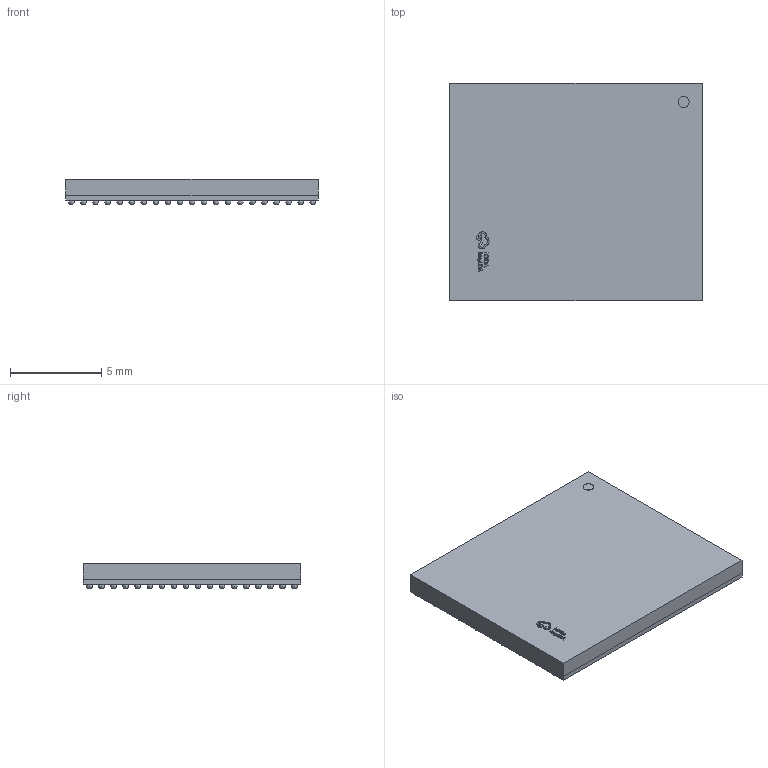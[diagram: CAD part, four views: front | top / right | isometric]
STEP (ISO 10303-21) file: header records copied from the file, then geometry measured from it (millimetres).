
FILE_DESCRIPTION(/* description */ ('','CAx-IF Rec.Pracs.---Representation and Presentation of Product Manufacturing Information (PMI)---4.0---2014-10-13'),/* implementation_level */ '2;1');
FILE_NAME(/* name */ '13lB-U2-BGA284P65B1200_1400H125.step',/* time_stamp */ '2025-03-21T14:31:56+08:00',/* author */ (''),/* organization */ (''),/* preprocessor_version */ 'ST-DEVELOPER v20',/* originating_system */ 'Autodesk Translation Framework v13.20.0.188',/* authorisation */ '');
FILE_SCHEMA (('AP242_MANAGED_MODEL_BASED_3D_ENGINEERING_MIM_LF { 1 0 10303 442 1 1 4 }'));
Length unit declared in the file: millimetre
Products named in the file (2): 13lB-U2-BGA284P65B1200_1400H125; COMPOUND
Assembly tree (1 placements, depth 2):
  13lB-U2-BGA284P65B1200_1400H125
    COMPOUND
Bounding box: 13.82 x 11.89 x 1.41 mm (x, y, z)
Volume: 191.8 mm3; surface area: 791.7 mm2
Topology: 3 solids, 3 shells, 643 faces, 2181 edges, 1569 vertices
Faces by surface type: sphere 346, plane 184, bspline 112, cylinder 1
Full cylindrical faces by diameter (mm): 0.599 x1
Entity records: 22666 total; most frequent: CARTESIAN_POINT 5544, DIRECTION 3198, ORIENTED_EDGE 2978, VERTEX_POINT 1569, EDGE_CURVE 1489, EDGE_LOOP 1360, AXIS2_PLACEMENT_3D 1313, FACE_BOUND 717
